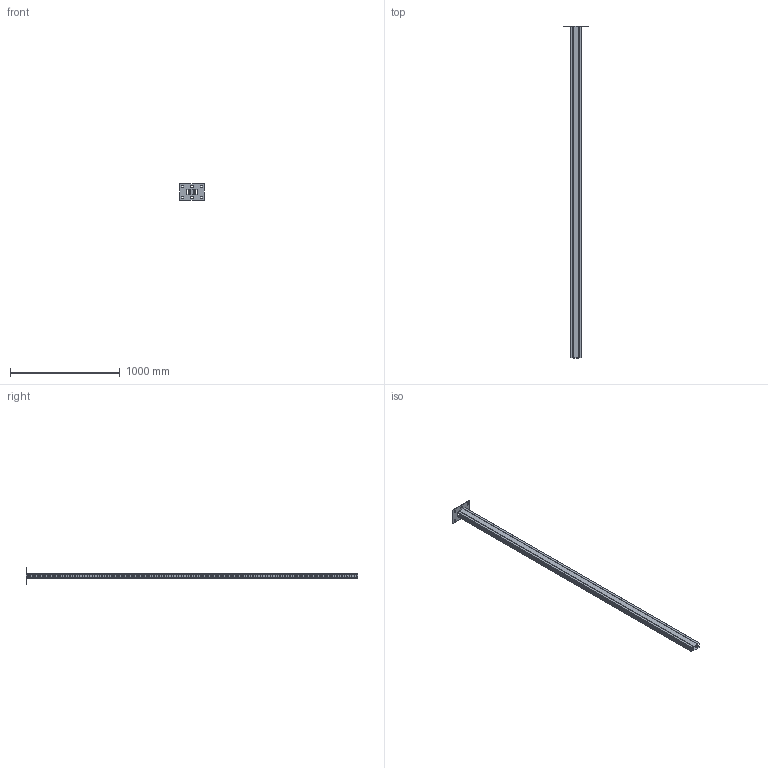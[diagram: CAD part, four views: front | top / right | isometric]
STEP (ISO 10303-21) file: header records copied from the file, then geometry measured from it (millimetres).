
FILE_DESCRIPTION (( 'STEP AP203' ), '1' );
FILE_NAME ('10-02-1432.STEP', '2013-05-02T11:51:36', ( 'asennus' ), ( '' ), 'SwSTEP 2.0', 'SolidWorks 2013', '' );
FILE_SCHEMA (( 'CONFIG_CONTROL_DESIGN' ));
Length unit declared in the file: millimetre
Products named in the file (1): 10-02-1432
Bounding box: 220 x 3021 x 149 mm (x, y, z)
Volume: 2671880.9 mm3; surface area: 2609594.9 mm2
Topology: 4 solids, 4 shells, 846 faces, 2418 edges, 1580 vertices
Faces by surface type: cylinder 458, plane 388
Entity records: 28433 total; most frequent: DIRECTION 5028, CARTESIAN_POINT 4845, ORIENTED_EDGE 4836, EDGE_CURVE 2418, AXIS2_PLACEMENT_3D 1763, VERTEX_POINT 1580, VECTOR 1502, LINE 1502
